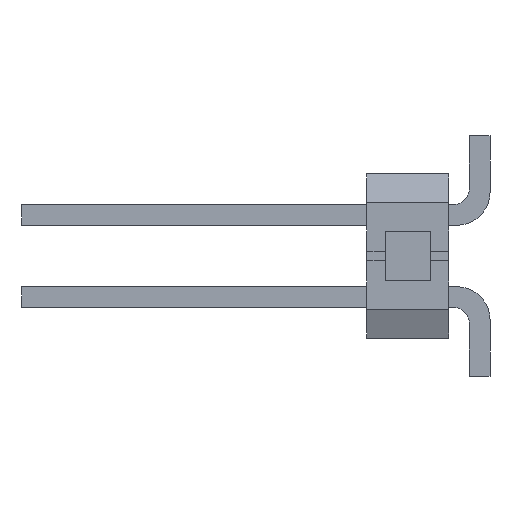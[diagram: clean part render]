
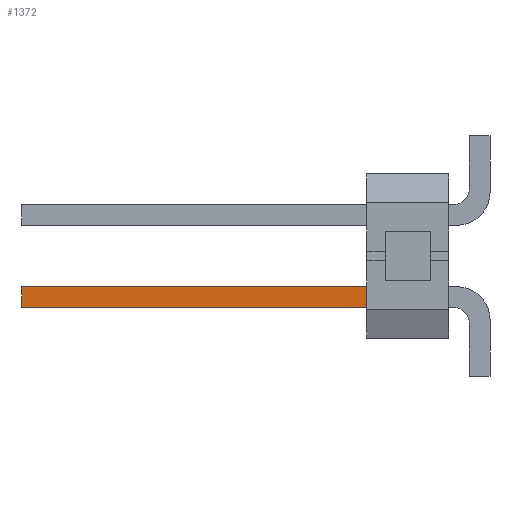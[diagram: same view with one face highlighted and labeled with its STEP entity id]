
A CAD part, left-side view. The second image highlights one B-rep face of the part: STEP entity #1372.
In plain terms, the highlighted planar face has unit normal (-1, 0, 0).
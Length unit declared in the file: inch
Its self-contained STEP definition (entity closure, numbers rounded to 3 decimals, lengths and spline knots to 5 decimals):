
#1372 = ADVANCED_FACE( '', ( #2905 ), #2906, .F. );
#2905 = FACE_OUTER_BOUND( '', #4595, .T. );
#2906 = PLANE( '', #4596 );
#4595 = EDGE_LOOP( '', ( #8910, #8911, #8912, #8913 ) );
#4596 = AXIS2_PLACEMENT_3D( '', #8914, #8915, #8916 );
#8910 = ORIENTED_EDGE( '', *, *, #11107, .F. );
#8911 = ORIENTED_EDGE( '', *, *, #12394, .F. );
#8912 = ORIENTED_EDGE( '', *, *, #11728, .F. );
#8913 = ORIENTED_EDGE( '', *, *, #11513, .F. );
#8914 = CARTESIAN_POINT( '', ( -0.3625, 0.04, -0.1275 ) );
#8915 = DIRECTION( '', ( 1., 0., 0. ) );
#8916 = DIRECTION( '', ( 0., 0., -1. ) );
#11107 = EDGE_CURVE( '', #13731, #13597, #13733, .T. );
#11513 = EDGE_CURVE( '', #13597, #14393, #14394, .T. );
#11728 = EDGE_CURVE( '', #14393, #14722, #14723, .T. );
#12394 = EDGE_CURVE( '', #14722, #13731, #15632, .T. );
#13597 = VERTEX_POINT( '', #17246 );
#13731 = VERTEX_POINT( '', #17449 );
#13733 = LINE( '', #17452, #17453 );
#14393 = VERTEX_POINT( '', #18424 );
#14394 = LINE( '', #18425, #18426 );
#14722 = VERTEX_POINT( '', #18918 );
#14723 = LINE( '', #18919, #18920 );
#15632 = LINE( '', #20303, #20304 );
#17246 = CARTESIAN_POINT( '', ( -0.3625, 0.105, -0.1125 ) );
#17449 = CARTESIAN_POINT( '', ( -0.3625, 0.105, -0.0875 ) );
#17452 = CARTESIAN_POINT( '', ( -0.3625, 0.105, 0. ) );
#17453 = VECTOR( '', #21362, 39.37008 );
#18424 = CARTESIAN_POINT( '', ( -0.3625, 0.57, -0.1125 ) );
#18425 = CARTESIAN_POINT( '', ( -0.3625, 0.045, -0.1125 ) );
#18426 = VECTOR( '', #21710, 39.37008 );
#18918 = CARTESIAN_POINT( '', ( -0.3625, 0.57, -0.0875 ) );
#18919 = CARTESIAN_POINT( '', ( -0.3625, 0.57, -0.1125 ) );
#18920 = VECTOR( '', #21896, 39.37008 );
#20303 = CARTESIAN_POINT( '', ( -0.3625, 0.57, -0.0875 ) );
#20304 = VECTOR( '', #22425, 39.37008 );
#21362 = DIRECTION( '', ( 0., 0., -1. ) );
#21710 = DIRECTION( '', ( 0., 1., 0. ) );
#21896 = DIRECTION( '', ( 0., 0., 1. ) );
#22425 = DIRECTION( '', ( 0., -1., 0. ) );
